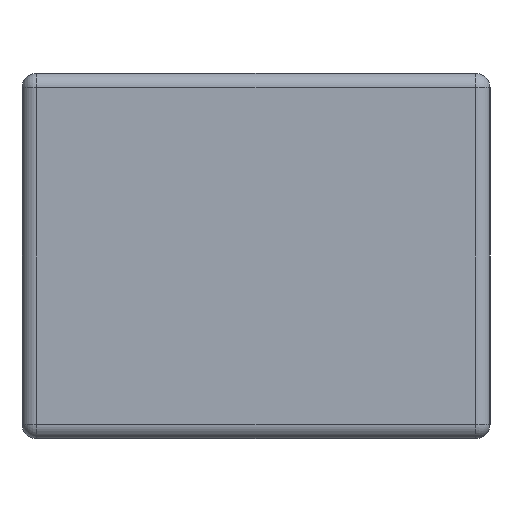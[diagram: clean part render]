
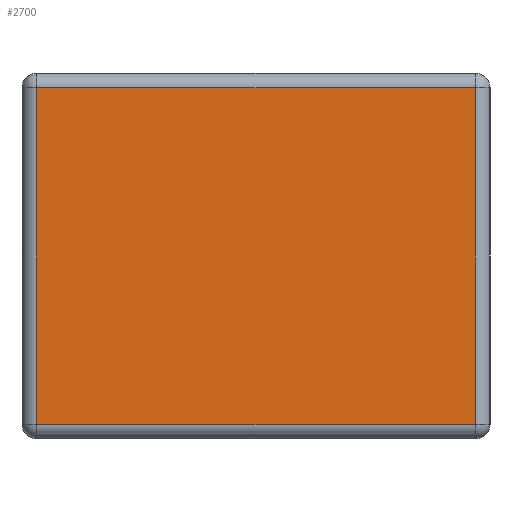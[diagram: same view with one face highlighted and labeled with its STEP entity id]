
A CAD part, left-side view. The second image highlights one B-rep face of the part: STEP entity #2700.
In plain terms, the highlighted planar face has unit normal (-1, 0, 0).
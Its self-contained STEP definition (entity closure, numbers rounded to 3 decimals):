
#19 = DIRECTION ( 'NONE',  ( 0., 1., 0. ) ) ;
#86 = CARTESIAN_POINT ( 'NONE',  ( -1.6, 0., 1.2 ) ) ;
#292 = CARTESIAN_POINT ( 'NONE',  ( -1.6, -0.8, 0.05 ) ) ;
#420 = VERTEX_POINT ( 'NONE', #2980 ) ;
#626 = DIRECTION ( 'NONE',  ( 0., 0., -1. ) ) ;
#636 = LINE ( 'NONE', #86, #1851 ) ;
#877 = ORIENTED_EDGE ( 'NONE', *, *, #2394, .T. ) ;
#888 = CARTESIAN_POINT ( 'NONE',  ( -1.6, 0.75, 0. ) ) ;
#917 = ORIENTED_EDGE ( 'NONE', *, *, #984, .T. ) ;
#984 = EDGE_CURVE ( 'NONE', #420, #2966, #1411, .T. ) ;
#1009 = CARTESIAN_POINT ( 'NONE',  ( -1.6, -0.75, 1.25 ) ) ;
#1057 = DIRECTION ( 'NONE',  ( -1., 0., 0. ) ) ;
#1220 = DIRECTION ( 'NONE',  ( 0., -1., 0. ) ) ;
#1278 = PLANE ( 'NONE',  #3464 ) ;
#1288 = CARTESIAN_POINT ( 'NONE',  ( -1.6, -0.75, 0.05 ) ) ;
#1411 = LINE ( 'NONE', #292, #2745 ) ;
#1455 = VECTOR ( 'NONE', #1766, 1000. ) ;
#1531 = LINE ( 'NONE', #1009, #1455 ) ;
#1766 = DIRECTION ( 'NONE',  ( 0., 0., 1. ) ) ;
#1803 = VERTEX_POINT ( 'NONE', #3232 ) ;
#1851 = VECTOR ( 'NONE', #19, 1000. ) ;
#2125 = FACE_OUTER_BOUND ( 'NONE', #3269, .T. ) ;
#2242 = EDGE_CURVE ( 'NONE', #2966, #3505, #1531, .T. ) ;
#2249 = LINE ( 'NONE', #888, #3027 ) ;
#2394 = EDGE_CURVE ( 'NONE', #3505, #1803, #636, .T. ) ;
#2647 = ORIENTED_EDGE ( 'NONE', *, *, #2242, .T. ) ;
#2668 = ORIENTED_EDGE ( 'NONE', *, *, #3530, .T. ) ;
#2700 = ADVANCED_FACE ( 'NONE', ( #2125 ), #1278, .T. ) ;
#2745 = VECTOR ( 'NONE', #1220, 1000. ) ;
#2870 = CARTESIAN_POINT ( 'NONE',  ( -1.6, -0.75, 1.2 ) ) ;
#2966 = VERTEX_POINT ( 'NONE', #1288 ) ;
#2980 = CARTESIAN_POINT ( 'NONE',  ( -1.6, 0.75, 0.05 ) ) ;
#3027 = VECTOR ( 'NONE', #626, 1000. ) ;
#3232 = CARTESIAN_POINT ( 'NONE',  ( -1.6, 0.75, 1.2 ) ) ;
#3246 = DIRECTION ( 'NONE',  ( 0., 0., 1. ) ) ;
#3269 = EDGE_LOOP ( 'NONE', ( #877, #2668, #917, #2647 ) ) ;
#3305 = CARTESIAN_POINT ( 'NONE',  ( -1.6, 0., 1.25 ) ) ;
#3464 = AXIS2_PLACEMENT_3D ( 'NONE', #3305, #1057, #3246 ) ;
#3505 = VERTEX_POINT ( 'NONE', #2870 ) ;
#3530 = EDGE_CURVE ( 'NONE', #1803, #420, #2249, .T. ) ;
